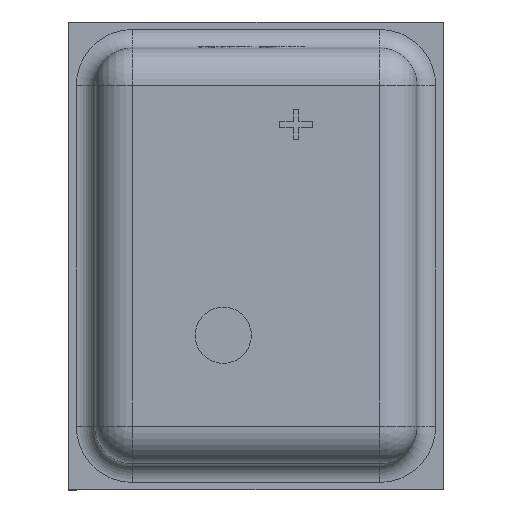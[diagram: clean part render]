
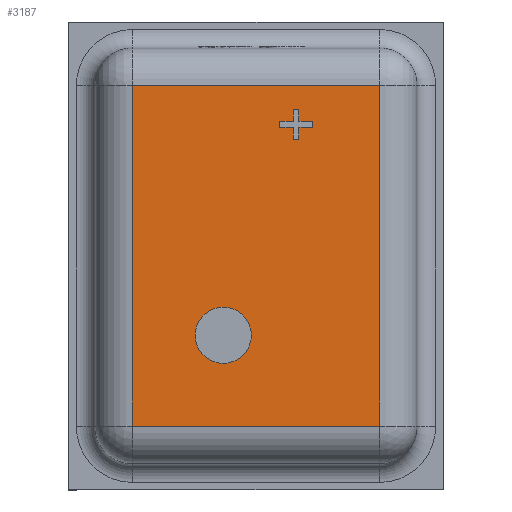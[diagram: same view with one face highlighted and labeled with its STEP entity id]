
A CAD part, top view. The second image highlights one B-rep face of the part: STEP entity #3187.
In plain terms, the highlighted planar face has unit normal (0, 0, 1).
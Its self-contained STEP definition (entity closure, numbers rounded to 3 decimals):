
#5 = VERTEX_POINT ( 'NONE', #14210 ) ;
#10 = LINE ( 'NONE', #4569, #12267 ) ;
#61 = VECTOR ( 'NONE', #8802, 1000. ) ;
#211 = VECTOR ( 'NONE', #3117, 1000. ) ;
#223 = CARTESIAN_POINT ( 'NONE',  ( 0.66, -0.91, 0. ) ) ;
#232 = EDGE_LOOP ( 'NONE', ( #9036, #5355 ) ) ;
#268 = CARTESIAN_POINT ( 'NONE',  ( 0.229, 0.685, 0. ) ) ;
#379 = VERTEX_POINT ( 'NONE', #9948 ) ;
#409 = ORIENTED_EDGE ( 'NONE', *, *, #9646, .F. ) ;
#847 = DIRECTION ( 'NONE',  ( 0., 1., 0. ) ) ;
#896 = EDGE_CURVE ( 'NONE', #12082, #8081, #9099, .T. ) ;
#924 = CARTESIAN_POINT ( 'NONE',  ( 0.2, 0.781, 0. ) ) ;
#968 = EDGE_LOOP ( 'NONE', ( #9600, #11324, #12416, #5783 ) ) ;
#1116 = ORIENTED_EDGE ( 'NONE', *, *, #5318, .F. ) ;
#1137 = ORIENTED_EDGE ( 'NONE', *, *, #2998, .F. ) ;
#1201 = CARTESIAN_POINT ( 'NONE',  ( -0.66, 0.91, 0. ) ) ;
#1600 = CARTESIAN_POINT ( 'NONE',  ( 0.66, -0.91, 0. ) ) ;
#1768 = VERTEX_POINT ( 'NONE', #2433 ) ;
#1784 = ORIENTED_EDGE ( 'NONE', *, *, #4218, .F. ) ;
#1797 = DIRECTION ( 'NONE',  ( 0., 0., 1. ) ) ;
#1990 = CIRCLE ( 'NONE', #10322, 0.15 ) ;
#2054 = CARTESIAN_POINT ( 'NONE',  ( 0.2, 0.622, 0. ) ) ;
#2206 = CARTESIAN_POINT ( 'NONE',  ( 0.229, 0.781, 0. ) ) ;
#2255 = CARTESIAN_POINT ( 'NONE',  ( 0.2, 0.781, 0. ) ) ;
#2433 = CARTESIAN_POINT ( 'NONE',  ( -0.175, -0.575, 0. ) ) ;
#2603 = VERTEX_POINT ( 'NONE', #3765 ) ;
#2604 = CARTESIAN_POINT ( 'NONE',  ( 0.303, 0.718, 0. ) ) ;
#2812 = DIRECTION ( 'NONE',  ( 0., -1., 0. ) ) ;
#2903 = CARTESIAN_POINT ( 'NONE',  ( 0.2, 0.685, 0. ) ) ;
#2998 = EDGE_CURVE ( 'NONE', #8081, #9639, #9012, .T. ) ;
#3117 = DIRECTION ( 'NONE',  ( 1., 0., 0. ) ) ;
#3187 = ADVANCED_FACE ( 'NONE', ( #4926, #9448, #13948 ), #3785, .T. ) ;
#3294 = DIRECTION ( 'NONE',  ( -1., 0., 0. ) ) ;
#3354 = VECTOR ( 'NONE', #4794, 1000. ) ;
#3367 = EDGE_CURVE ( 'NONE', #9639, #10979, #12460, .T. ) ;
#3436 = DIRECTION ( 'NONE',  ( -1., 0., 0. ) ) ;
#3655 = EDGE_CURVE ( 'NONE', #1768, #13206, #1990, .T. ) ;
#3765 = CARTESIAN_POINT ( 'NONE',  ( 0.66, 0.91, 0. ) ) ;
#3785 = PLANE ( 'NONE',  #11517 ) ;
#3841 = VERTEX_POINT ( 'NONE', #14102 ) ;
#4131 = VECTOR ( 'NONE', #4831, 1000. ) ;
#4218 = EDGE_CURVE ( 'NONE', #8309, #13538, #14425, .T. ) ;
#4277 = CARTESIAN_POINT ( 'NONE',  ( 0.126, 0.718, 0. ) ) ;
#4300 = VERTEX_POINT ( 'NONE', #7984 ) ;
#4479 = CARTESIAN_POINT ( 'NONE',  ( 0.126, 0.685, 0. ) ) ;
#4519 = EDGE_CURVE ( 'NONE', #13575, #9855, #8790, .T. ) ;
#4557 = VECTOR ( 'NONE', #6787, 1000. ) ;
#4569 = CARTESIAN_POINT ( 'NONE',  ( 0.66, 0.91, 0. ) ) ;
#4583 = EDGE_CURVE ( 'NONE', #13538, #11834, #14625, .T. ) ;
#4794 = DIRECTION ( 'NONE',  ( 1., 0., 0. ) ) ;
#4815 = CARTESIAN_POINT ( 'NONE',  ( -0.175, -0.425, 0. ) ) ;
#4831 = DIRECTION ( 'NONE',  ( 1., 0., 0. ) ) ;
#4926 = FACE_BOUND ( 'NONE', #13855, .T. ) ;
#5046 = CARTESIAN_POINT ( 'NONE',  ( 0.229, 0.622, 0. ) ) ;
#5166 = CARTESIAN_POINT ( 'NONE',  ( 0.126, 0.718, 0. ) ) ;
#5233 = VECTOR ( 'NONE', #9014, 1000. ) ;
#5279 = ORIENTED_EDGE ( 'NONE', *, *, #8986, .F. ) ;
#5318 = EDGE_CURVE ( 'NONE', #10070, #8309, #8974, .T. ) ;
#5355 = ORIENTED_EDGE ( 'NONE', *, *, #3655, .F. ) ;
#5410 = VECTOR ( 'NONE', #7474, 1000. ) ;
#5417 = LINE ( 'NONE', #9936, #7401 ) ;
#5502 = DIRECTION ( 'NONE',  ( 0., -1., 0. ) ) ;
#5599 = EDGE_CURVE ( 'NONE', #2603, #12662, #10, .T. ) ;
#5780 = AXIS2_PLACEMENT_3D ( 'NONE', #4815, #9341, #13846 ) ;
#5783 = ORIENTED_EDGE ( 'NONE', *, *, #5599, .T. ) ;
#5966 = EDGE_CURVE ( 'NONE', #3841, #2603, #6545, .T. ) ;
#5984 = EDGE_CURVE ( 'NONE', #9855, #379, #5417, .T. ) ;
#6187 = DIRECTION ( 'NONE',  ( 0., 0., 1. ) ) ;
#6308 = VECTOR ( 'NONE', #7180, 1000. ) ;
#6387 = DIRECTION ( 'NONE',  ( 0., 1., 0. ) ) ;
#6458 = ORIENTED_EDGE ( 'NONE', *, *, #896, .F. ) ;
#6545 = LINE ( 'NONE', #11040, #13762 ) ;
#6653 = EDGE_CURVE ( 'NONE', #13206, #1768, #12155, .T. ) ;
#6787 = DIRECTION ( 'NONE',  ( 0., 1., 0. ) ) ;
#6826 = ORIENTED_EDGE ( 'NONE', *, *, #4583, .F. ) ;
#6845 = DIRECTION ( 'NONE',  ( -1., 0., 0. ) ) ;
#6923 = ORIENTED_EDGE ( 'NONE', *, *, #13805, .F. ) ;
#7180 = DIRECTION ( 'NONE',  ( 0., 1., 0. ) ) ;
#7227 = VECTOR ( 'NONE', #3294, 1000. ) ;
#7401 = VECTOR ( 'NONE', #14450, 1000. ) ;
#7428 = EDGE_CURVE ( 'NONE', #4300, #3841, #10409, .T. ) ;
#7474 = DIRECTION ( 'NONE',  ( 0., -1., 0. ) ) ;
#7822 = EDGE_CURVE ( 'NONE', #12662, #4300, #8495, .T. ) ;
#7984 = CARTESIAN_POINT ( 'NONE',  ( -0.66, -0.91, 0. ) ) ;
#7989 = VECTOR ( 'NONE', #6845, 1000. ) ;
#8081 = VERTEX_POINT ( 'NONE', #8321 ) ;
#8282 = CARTESIAN_POINT ( 'NONE',  ( 0.229, 0.781, 0. ) ) ;
#8298 = CARTESIAN_POINT ( 'NONE',  ( 0.2, 0.685, 0. ) ) ;
#8309 = VERTEX_POINT ( 'NONE', #5166 ) ;
#8321 = CARTESIAN_POINT ( 'NONE',  ( 0.229, 0.718, 0. ) ) ;
#8335 = EDGE_CURVE ( 'NONE', #11834, #13575, #13093, .T. ) ;
#8495 = LINE ( 'NONE', #13002, #12966 ) ;
#8790 = LINE ( 'NONE', #13299, #211 ) ;
#8802 = DIRECTION ( 'NONE',  ( 0., -1., 0. ) ) ;
#8974 = LINE ( 'NONE', #13470, #7227 ) ;
#8986 = EDGE_CURVE ( 'NONE', #379, #5, #10441, .T. ) ;
#9012 = LINE ( 'NONE', #2206, #4557 ) ;
#9014 = DIRECTION ( 'NONE',  ( 1., 0., 0. ) ) ;
#9036 = ORIENTED_EDGE ( 'NONE', *, *, #6653, .F. ) ;
#9099 = LINE ( 'NONE', #13605, #10083 ) ;
#9106 = DIRECTION ( 'NONE',  ( -1., 0., 0. ) ) ;
#9341 = DIRECTION ( 'NONE',  ( 0., 0., 1. ) ) ;
#9448 = FACE_BOUND ( 'NONE', #232, .T. ) ;
#9600 = ORIENTED_EDGE ( 'NONE', *, *, #7822, .T. ) ;
#9639 = VERTEX_POINT ( 'NONE', #8282 ) ;
#9646 = EDGE_CURVE ( 'NONE', #5, #12082, #12791, .T. ) ;
#9855 = VERTEX_POINT ( 'NONE', #5046 ) ;
#9936 = CARTESIAN_POINT ( 'NONE',  ( 0.229, 0.685, 0. ) ) ;
#9948 = CARTESIAN_POINT ( 'NONE',  ( 0.229, 0.685, 0. ) ) ;
#10070 = VERTEX_POINT ( 'NONE', #11065 ) ;
#10083 = VECTOR ( 'NONE', #3436, 1000. ) ;
#10147 = ORIENTED_EDGE ( 'NONE', *, *, #3367, .F. ) ;
#10322 = AXIS2_PLACEMENT_3D ( 'NONE', #12001, #1797, #6387 ) ;
#10409 = LINE ( 'NONE', #223, #3354 ) ;
#10441 = LINE ( 'NONE', #268, #4131 ) ;
#10488 = CARTESIAN_POINT ( 'NONE',  ( -0.175, -0.275, 0. ) ) ;
#10682 = DIRECTION ( 'NONE',  ( 0., 1., 0. ) ) ;
#10979 = VERTEX_POINT ( 'NONE', #14188 ) ;
#11040 = CARTESIAN_POINT ( 'NONE',  ( 0.66, -0.91, 0. ) ) ;
#11065 = CARTESIAN_POINT ( 'NONE',  ( 0.2, 0.718, 0. ) ) ;
#11071 = CARTESIAN_POINT ( 'NONE',  ( 0.126, 0.685, 0. ) ) ;
#11118 = LINE ( 'NONE', #924, #11597 ) ;
#11223 = ORIENTED_EDGE ( 'NONE', *, *, #8335, .F. ) ;
#11253 = ORIENTED_EDGE ( 'NONE', *, *, #4519, .F. ) ;
#11324 = ORIENTED_EDGE ( 'NONE', *, *, #7428, .T. ) ;
#11517 = AXIS2_PLACEMENT_3D ( 'NONE', #1600, #6187, #10682 ) ;
#11597 = VECTOR ( 'NONE', #5502, 1000. ) ;
#11731 = CARTESIAN_POINT ( 'NONE',  ( 0.303, 0.718, 0. ) ) ;
#11834 = VERTEX_POINT ( 'NONE', #8298 ) ;
#12001 = CARTESIAN_POINT ( 'NONE',  ( -0.175, -0.425, 0. ) ) ;
#12082 = VERTEX_POINT ( 'NONE', #11731 ) ;
#12155 = CIRCLE ( 'NONE', #5780, 0.15 ) ;
#12267 = VECTOR ( 'NONE', #9106, 1000. ) ;
#12416 = ORIENTED_EDGE ( 'NONE', *, *, #5966, .T. ) ;
#12460 = LINE ( 'NONE', #2255, #7989 ) ;
#12662 = VERTEX_POINT ( 'NONE', #1201 ) ;
#12791 = LINE ( 'NONE', #2604, #6308 ) ;
#12922 = ORIENTED_EDGE ( 'NONE', *, *, #5984, .F. ) ;
#12966 = VECTOR ( 'NONE', #2812, 1000. ) ;
#13002 = CARTESIAN_POINT ( 'NONE',  ( -0.66, -0.91, 0. ) ) ;
#13093 = LINE ( 'NONE', #2903, #5410 ) ;
#13206 = VERTEX_POINT ( 'NONE', #10488 ) ;
#13299 = CARTESIAN_POINT ( 'NONE',  ( 0.2, 0.622, 0. ) ) ;
#13470 = CARTESIAN_POINT ( 'NONE',  ( 0.126, 0.718, 0. ) ) ;
#13538 = VERTEX_POINT ( 'NONE', #11071 ) ;
#13575 = VERTEX_POINT ( 'NONE', #2054 ) ;
#13605 = CARTESIAN_POINT ( 'NONE',  ( 0.229, 0.718, 0. ) ) ;
#13762 = VECTOR ( 'NONE', #847, 1000. ) ;
#13805 = EDGE_CURVE ( 'NONE', #10979, #10070, #11118, .T. ) ;
#13846 = DIRECTION ( 'NONE',  ( 0., 1., 0. ) ) ;
#13855 = EDGE_LOOP ( 'NONE', ( #5279, #12922, #11253, #11223, #6826, #1784, #1116, #6923, #10147, #1137, #6458, #409 ) ) ;
#13948 = FACE_OUTER_BOUND ( 'NONE', #968, .T. ) ;
#14102 = CARTESIAN_POINT ( 'NONE',  ( 0.66, -0.91, 0. ) ) ;
#14188 = CARTESIAN_POINT ( 'NONE',  ( 0.2, 0.781, 0. ) ) ;
#14210 = CARTESIAN_POINT ( 'NONE',  ( 0.303, 0.685, 0. ) ) ;
#14425 = LINE ( 'NONE', #4277, #61 ) ;
#14450 = DIRECTION ( 'NONE',  ( 0., 1., 0. ) ) ;
#14625 = LINE ( 'NONE', #4479, #5233 ) ;
